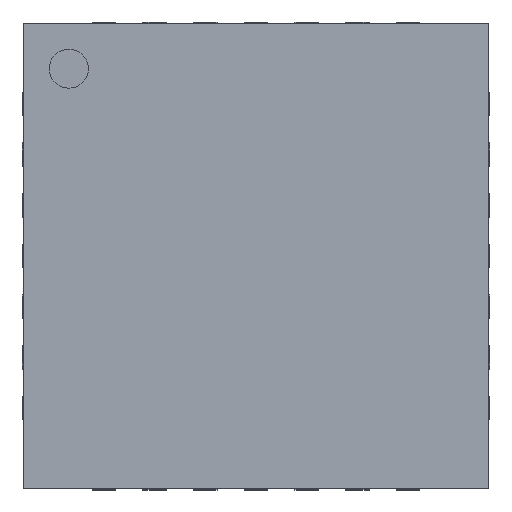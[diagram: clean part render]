
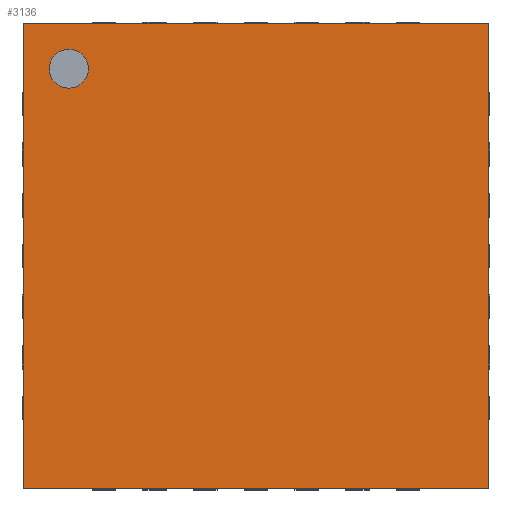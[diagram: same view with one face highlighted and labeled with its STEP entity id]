
A CAD part, top view. The second image highlights one B-rep face of the part: STEP entity #3136.
In plain terms, the highlighted planar face has unit normal (0, 0, 1).
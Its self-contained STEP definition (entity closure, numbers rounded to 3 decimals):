
#13=DIRECTION('',(0.,0.,1.));
#27=VECTOR('',#28,1.);
#28=DIRECTION('',(0.,-1.,0.));
#48=DIRECTION('',(1.,0.,0.));
#58=VECTOR('',#48,1.);
#125=DIRECTION('',(-0.,0.,-1.));
#844=ORIENTED_EDGE('',*,*,#845,.F.);
#845=EDGE_CURVE('',#846,#848,#850,.T.);
#846=VERTEX_POINT('',#847);
#847=CARTESIAN_POINT('',(-2.985,2.985,0.93));
#848=VERTEX_POINT('',#849);
#849=CARTESIAN_POINT('',(2.985,2.985,0.93));
#850=LINE('',#847,#58);
#1435=EDGE_CURVE('',#848,#1436,#1438,.T.);
#1436=VERTEX_POINT('',#1437);
#1437=CARTESIAN_POINT('',(2.985,-2.985,0.93));
#1438=LINE('',#849,#27);
#1998=EDGE_CURVE('',#1999,#1436,#2001,.T.);
#1999=VERTEX_POINT('',#2000);
#2000=CARTESIAN_POINT('',(-2.985,-2.985,0.93));
#2001=LINE('',#2000,#58);
#2562=ORIENTED_EDGE('',*,*,#2563,.T.);
#2563=EDGE_CURVE('',#846,#1999,#2564,.T.);
#2564=LINE('',#847,#27);
#3136=ADVANCED_FACE('',(#3137,#3141),#3150,.T.);
#3137=FACE_BOUND('',#3138,.T.);
#3138=EDGE_LOOP('',(#844,#2562,#3139,#3140));
#3139=ORIENTED_EDGE('',*,*,#1998,.T.);
#3140=ORIENTED_EDGE('',*,*,#1435,.F.);
#3141=FACE_BOUND('',#3142,.T.);
#3142=EDGE_LOOP('',(#3143));
#3143=ORIENTED_EDGE('',*,*,#3144,.T.);
#3144=EDGE_CURVE('',#3145,#3145,#3147,.T.);
#3145=VERTEX_POINT('',#3146);
#3146=CARTESIAN_POINT('',(-2.4,2.15,0.93));
#3147=CIRCLE('',#3148,0.25);
#3148=AXIS2_PLACEMENT_3D('',#3149,#125,#28);
#3149=CARTESIAN_POINT('',(-2.4,2.4,0.93));
#3150=PLANE('',#3151);
#3151=AXIS2_PLACEMENT_3D('',#847,#13,#28);
